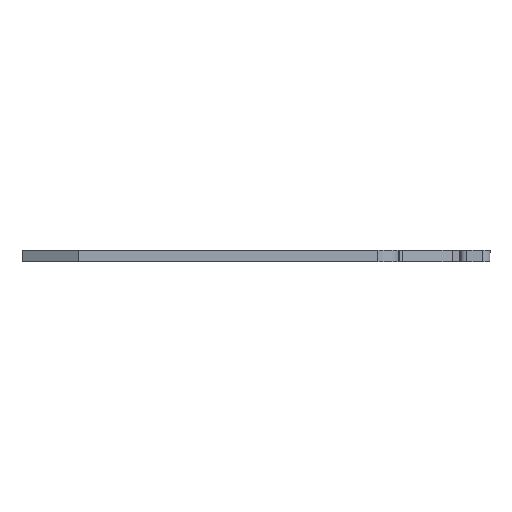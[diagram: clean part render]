
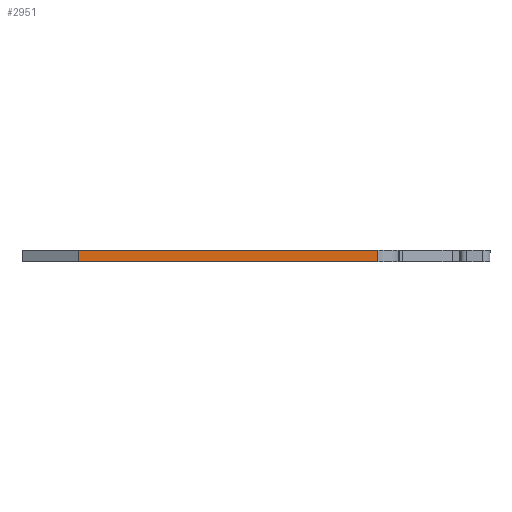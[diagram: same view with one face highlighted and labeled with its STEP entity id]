
A CAD part, left-side view. The second image highlights one B-rep face of the part: STEP entity #2951.
In plain terms, the highlighted planar face has unit normal (-1, 0, 0).
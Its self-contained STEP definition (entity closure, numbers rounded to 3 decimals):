
#314 = CARTESIAN_POINT ( 'NONE',  ( -25.481, -16.366, 1.5 ) ) ;
#333 = DIRECTION ( 'NONE',  ( 0., -1., 0. ) ) ;
#842 = ORIENTED_EDGE ( 'NONE', *, *, #2541, .T. ) ;
#909 = EDGE_LOOP ( 'NONE', ( #1590, #3505, #1623, #842 ) ) ;
#1574 = AXIS2_PLACEMENT_3D ( 'NONE', #2658, #2656, #2646 ) ;
#1590 = ORIENTED_EDGE ( 'NONE', *, *, #2519, .F. ) ;
#1623 = ORIENTED_EDGE ( 'NONE', *, *, #2535, .T. ) ;
#1919 = EDGE_CURVE ( 'NONE', #2694, #2703, #2952, .T. ) ;
#2112 = FACE_OUTER_BOUND ( 'NONE', #909, .T. ) ;
#2374 = VECTOR ( 'NONE', #3382, 1000. ) ;
#2399 = LINE ( 'NONE', #3380, #2374 ) ;
#2405 = VECTOR ( 'NONE', #3394, 1000. ) ;
#2412 = VECTOR ( 'NONE', #3417, 1000. ) ;
#2417 = LINE ( 'NONE', #3450, #2412 ) ;
#2427 = LINE ( 'NONE', #3385, #2405 ) ;
#2443 = CARTESIAN_POINT ( 'NONE',  ( -25.481, -16.372, 0. ) ) ;
#2455 = CARTESIAN_POINT ( 'NONE',  ( -25.481, 23.571, 0. ) ) ;
#2519 = EDGE_CURVE ( 'NONE', #2703, #3023, #2417, .T. ) ;
#2535 = EDGE_CURVE ( 'NONE', #2694, #3035, #2427, .T. ) ;
#2541 = EDGE_CURVE ( 'NONE', #3035, #3023, #2399, .T. ) ;
#2646 = DIRECTION ( 'NONE',  ( 0., 1., 0. ) ) ;
#2656 = DIRECTION ( 'NONE',  ( 1., 0., 0. ) ) ;
#2658 = CARTESIAN_POINT ( 'NONE',  ( -25.481, 23.571, 1.5 ) ) ;
#2668 = PLANE ( 'NONE',  #1574 ) ;
#2694 = VERTEX_POINT ( 'NONE', #3090 ) ;
#2703 = VERTEX_POINT ( 'NONE', #3126 ) ;
#2951 = ADVANCED_FACE ( 'NONE', ( #2112 ), #2668, .F. ) ;
#2952 = LINE ( 'NONE', #314, #2969 ) ;
#2969 = VECTOR ( 'NONE', #333, 1000. ) ;
#3023 = VERTEX_POINT ( 'NONE', #2443 ) ;
#3035 = VERTEX_POINT ( 'NONE', #2455 ) ;
#3090 = CARTESIAN_POINT ( 'NONE',  ( -25.481, 23.571, 1.5 ) ) ;
#3126 = CARTESIAN_POINT ( 'NONE',  ( -25.481, -16.372, 1.5 ) ) ;
#3380 = CARTESIAN_POINT ( 'NONE',  ( -25.481, 23.571, 0. ) ) ;
#3382 = DIRECTION ( 'NONE',  ( 0., -1., 0. ) ) ;
#3385 = CARTESIAN_POINT ( 'NONE',  ( -25.481, 23.571, 1.5 ) ) ;
#3394 = DIRECTION ( 'NONE',  ( 0., 0., -1. ) ) ;
#3417 = DIRECTION ( 'NONE',  ( 0., 0., -1. ) ) ;
#3450 = CARTESIAN_POINT ( 'NONE',  ( -25.481, -16.372, 1.5 ) ) ;
#3505 = ORIENTED_EDGE ( 'NONE', *, *, #1919, .F. ) ;
